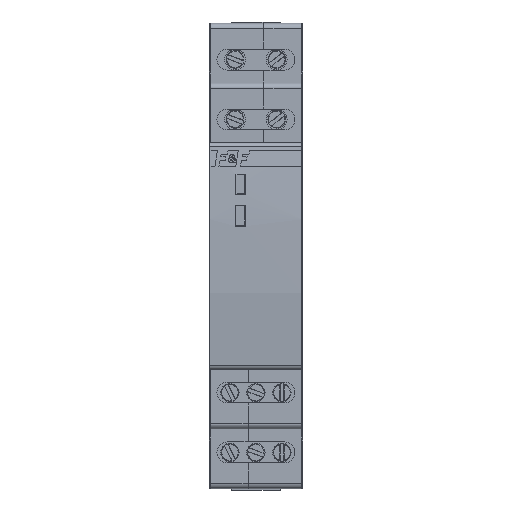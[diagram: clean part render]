
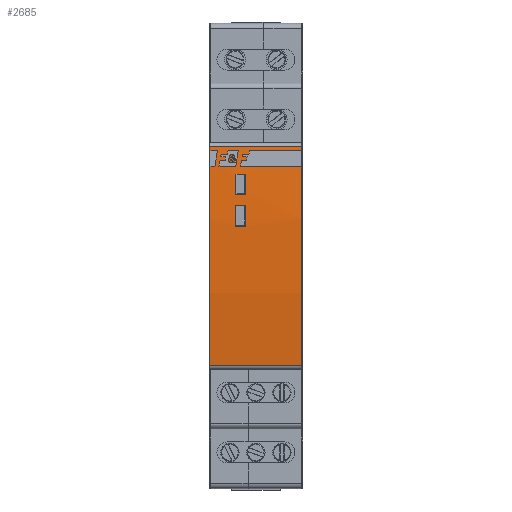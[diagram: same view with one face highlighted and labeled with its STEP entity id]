
A CAD part, front view. The second image highlights one B-rep face of the part: STEP entity #2685.
In plain terms, the highlighted cylindrical face has radius 180.874 mm (diameter 361.747 mm), a partial arc.
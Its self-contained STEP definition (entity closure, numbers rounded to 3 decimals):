
#2685=ADVANCED_FACE('',(#6356,#6358,#6360),#6362,.T.);
#6356=FACE_BOUND('',#6357,.T.);
#6357=EDGE_LOOP('',(#10312,#10313,#10314,#10315));
#6358=FACE_BOUND('',#6359,.T.);
#6359=EDGE_LOOP('',(#10316,#10317,#10318,#10319));
#6360=FACE_BOUND('',#6361,.T.);
#6361=EDGE_LOOP('',(#10320,#10321,#10322,#10323));
#6362=CYLINDRICAL_SURFACE('',#6363,180.874);
#6363=AXIS2_PLACEMENT_3D('',#6364,#6365,#6366);
#6364=CARTESIAN_POINT('',(0.,177.971,0.25));
#6365=DIRECTION('',(1.,0.,0.));
#6366=DIRECTION('',(0.,-0.993,0.12));
#10312=ORIENTED_EDGE('',*,*,#12598,.F.);
#10313=ORIENTED_EDGE('',*,*,#12599,.F.);
#10314=ORIENTED_EDGE('',*,*,#12600,.T.);
#10315=ORIENTED_EDGE('',*,*,#12601,.T.);
#10316=ORIENTED_EDGE('',*,*,#12602,.T.);
#10317=ORIENTED_EDGE('',*,*,#12603,.T.);
#10318=ORIENTED_EDGE('',*,*,#12604,.T.);
#10319=ORIENTED_EDGE('',*,*,#12605,.T.);
#10320=ORIENTED_EDGE('',*,*,#12606,.T.);
#10321=ORIENTED_EDGE('',*,*,#12607,.T.);
#10322=ORIENTED_EDGE('',*,*,#12608,.T.);
#10323=ORIENTED_EDGE('',*,*,#12609,.T.);
#12598=EDGE_CURVE('',#15076,#15077,#15078,.T.);
#12599=EDGE_CURVE('',#15079,#15076,#15080,.T.);
#12600=EDGE_CURVE('',#15079,#15081,#15082,.T.);
#12601=EDGE_CURVE('',#15081,#15077,#15083,.T.);
#12602=EDGE_CURVE('',#15084,#15085,#15086,.T.);
#12603=EDGE_CURVE('',#15085,#15087,#15088,.F.);
#12604=EDGE_CURVE('',#15087,#15089,#15090,.F.);
#12605=EDGE_CURVE('',#15089,#15084,#15091,.T.);
#12606=EDGE_CURVE('',#15092,#15093,#15094,.F.);
#12607=EDGE_CURVE('',#15093,#15095,#15096,.T.);
#12608=EDGE_CURVE('',#15095,#15097,#15098,.T.);
#12609=EDGE_CURVE('',#15097,#15092,#15099,.F.);
#15076=VERTEX_POINT('',#20375);
#15077=VERTEX_POINT('',#20376);
#15078=CIRCLE('',#20377,180.874);
#15079=VERTEX_POINT('',#20381);
#15080=LINE('',#20382,#20383);
#15081=VERTEX_POINT('',#20385);
#15082=CIRCLE('',#20386,180.874);
#15083=LINE('',#20390,#20391);
#15084=VERTEX_POINT('',#20393);
#15085=VERTEX_POINT('',#20394);
#15086=CIRCLE('',#20395,180.874);
#15087=VERTEX_POINT('',#20399);
#15088=LINE('',#20400,#20401);
#15089=VERTEX_POINT('',#20403);
#15090=CIRCLE('',#20404,180.874);
#15091=LINE('',#20408,#20409);
#15092=VERTEX_POINT('',#20411);
#15093=VERTEX_POINT('',#20412);
#15094=CIRCLE('',#20413,180.874);
#15095=VERTEX_POINT('',#20417);
#15096=LINE('',#20418,#20419);
#15097=VERTEX_POINT('',#20421);
#15098=CIRCLE('',#20422,180.874);
#15099=LINE('',#20426,#20427);
#20375=CARTESIAN_POINT('',(17.85,-1.664,21.382));
#20376=CARTESIAN_POINT('',(17.85,-1.664,-20.882));
#20377=AXIS2_PLACEMENT_3D('',#20378,#20379,#20380);
#20378=CARTESIAN_POINT('',(17.85,177.971,0.25));
#20379=DIRECTION('',(1.,0.,0.));
#20380=DIRECTION('',(0.,-0.993,0.117));
#20381=CARTESIAN_POINT('',(0.15,-1.664,21.382));
#20382=CARTESIAN_POINT('',(0.15,-1.664,21.382));
#20383=VECTOR('',#20384,1.);
#20384=DIRECTION('',(1.,0.,0.));
#20385=CARTESIAN_POINT('',(0.15,-1.664,-20.882));
#20386=AXIS2_PLACEMENT_3D('',#20387,#20388,#20389);
#20387=CARTESIAN_POINT('',(0.15,177.971,0.25));
#20388=DIRECTION('',(1.,0.,0.));
#20389=DIRECTION('',(0.,-0.993,0.117));
#20390=CARTESIAN_POINT('',(0.15,-1.664,-20.882));
#20391=VECTOR('',#20392,1.);
#20392=DIRECTION('',(1.,0.,0.));
#20393=CARTESIAN_POINT('',(7.,-2.216,16.));
#20394=CARTESIAN_POINT('',(7.,-2.521,12.));
#20395=AXIS2_PLACEMENT_3D('',#20396,#20397,#20398);
#20396=CARTESIAN_POINT('',(7.,177.971,0.25));
#20397=DIRECTION('',(1.,0.,0.));
#20398=DIRECTION('',(0.,-0.996,0.087));
#20399=CARTESIAN_POINT('',(5.,-2.521,12.));
#20400=CARTESIAN_POINT('',(5.,-2.521,12.));
#20401=VECTOR('',#20402,1.);
#20402=DIRECTION('',(1.,0.,0.));
#20403=CARTESIAN_POINT('',(5.,-2.216,16.));
#20404=AXIS2_PLACEMENT_3D('',#20405,#20406,#20407);
#20405=CARTESIAN_POINT('',(5.,177.971,0.25));
#20406=DIRECTION('',(1.,0.,0.));
#20407=DIRECTION('',(0.,-0.996,0.087));
#20408=CARTESIAN_POINT('',(5.,-2.216,16.));
#20409=VECTOR('',#20410,1.);
#20410=DIRECTION('',(1.,0.,0.));
#20411=CARTESIAN_POINT('',(5.,-2.812,6.));
#20412=CARTESIAN_POINT('',(5.,-2.64,10.));
#20413=AXIS2_PLACEMENT_3D('',#20414,#20415,#20416);
#20414=CARTESIAN_POINT('',(5.,177.971,0.25));
#20415=DIRECTION('',(1.,0.,0.));
#20416=DIRECTION('',(0.,-0.999,0.054));
#20417=CARTESIAN_POINT('',(7.,-2.64,10.));
#20418=CARTESIAN_POINT('',(5.,-2.64,10.));
#20419=VECTOR('',#20420,1.);
#20420=DIRECTION('',(1.,0.,0.));
#20421=CARTESIAN_POINT('',(7.,-2.812,6.));
#20422=AXIS2_PLACEMENT_3D('',#20423,#20424,#20425);
#20423=CARTESIAN_POINT('',(7.,177.971,0.25));
#20424=DIRECTION('',(1.,0.,0.));
#20425=DIRECTION('',(0.,-0.999,0.054));
#20426=CARTESIAN_POINT('',(5.,-2.812,6.));
#20427=VECTOR('',#20428,1.);
#20428=DIRECTION('',(1.,0.,0.));
